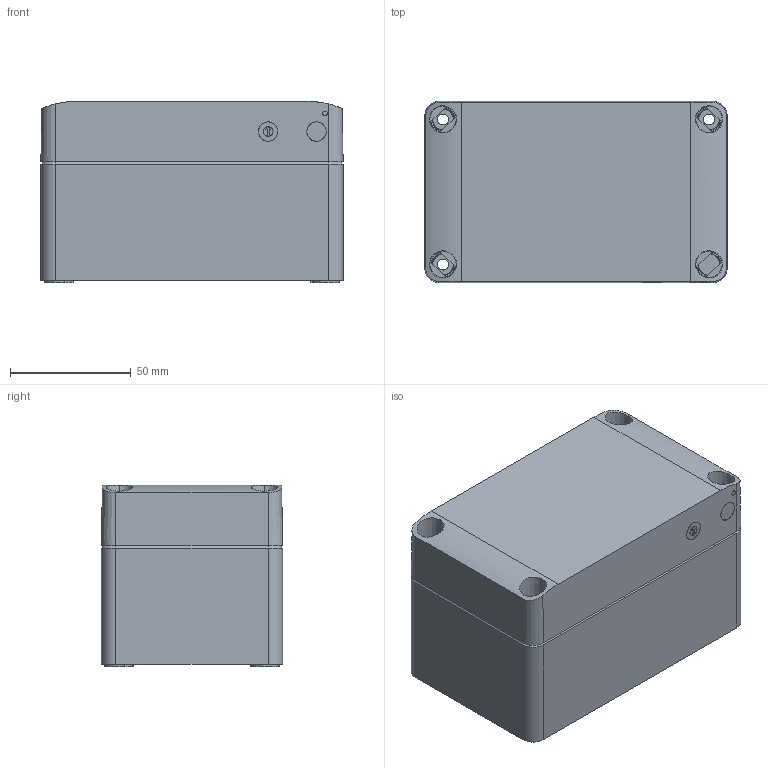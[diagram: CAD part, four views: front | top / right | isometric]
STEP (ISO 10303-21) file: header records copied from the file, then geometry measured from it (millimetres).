
FILE_DESCRIPTION((''),'2;1');
FILE_NAME('SABP081308G_ASM','2008-12-08T',('pasi_koskela'),(''),'PRO/ENGINEER BY PARAMETRIC TECHNOLOGY CORPORATION, 2008250','PRO/ENGINEER BY PARAMETRIC TECHNOLOGY CORPORATION, 2008250','');
FILE_SCHEMA(('AUTOMOTIVE_DESIGN_CC2 { 1 2 10303 214 -1 1 5 2 }'));
Length unit declared in the file: millimetre
Products named in the file (3): SABP081305B; SABG081303L; SABP081308G_ASM
Assembly tree (2 placements, depth 2):
  SABP081308G_ASM
    SABP081305B
    SABG081303L
Bounding box: 125 x 75 x 75 mm (x, y, z)
Volume: 159704.9 mm3; surface area: 110568.7 mm2
Topology: 2 solids, 2 shells, 987 faces, 2599 edges, 1689 vertices
Faces by surface type: plane 601, cylinder 212, cone 106, bspline 48, torus 20
Entity records: 47407 total; most frequent: CARTESIAN_POINT 16963, ORIENTED_EDGE 5190, DIRECTION 4613, EDGE_CURVE 2595, PRESENTATION_STYLE_ASSIGNMENT 2059, STYLED_ITEM 2059, CURVE_STYLE 2058, VECTOR 1789
